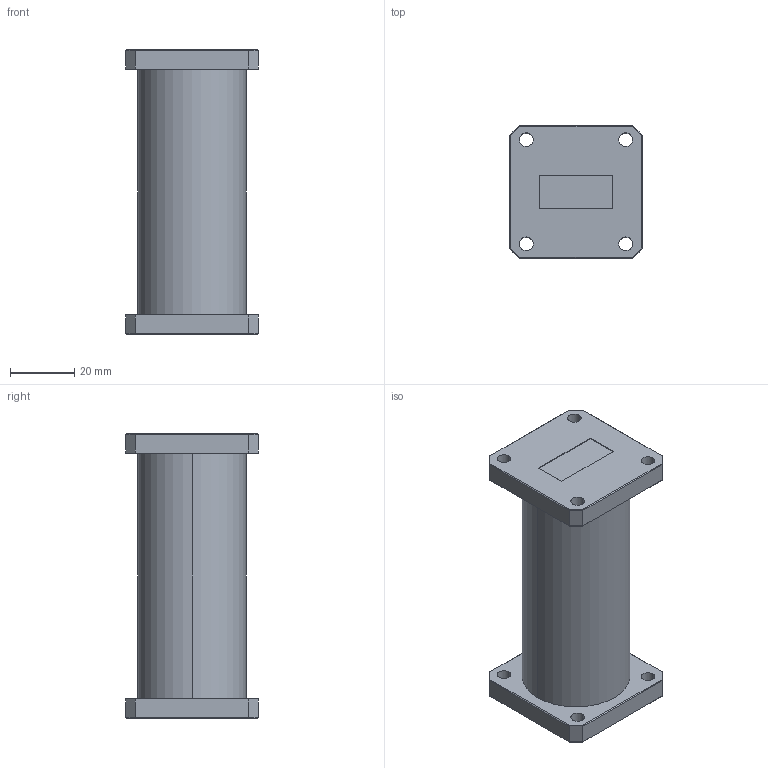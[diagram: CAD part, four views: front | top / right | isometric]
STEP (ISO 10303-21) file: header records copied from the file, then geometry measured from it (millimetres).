
FILE_DESCRIPTION (( 'STEP AP203' ), '1' );
FILE_NAME ('SWT-901094-SA.STEP', '2022-06-27T16:06:47', ( '' ), ( '' ), 'SwSTEP 2.0', 'SolidWorks 2021', '' );
FILE_SCHEMA (( 'CONFIG_CONTROL_DESIGN' ));
Length unit declared in the file: inch
Products named in the file (1): SWT-901094-SA
Bounding box: 41.4 x 41.4 x 88.9 mm (x, y, z)
Volume: 88855.4 mm3; surface area: 15488.5 mm2
Topology: 1 solids, 1 shells, 79 faces, 189 edges, 116 vertices
Faces by surface type: plane 53, cylinder 18, bspline 8
Entity records: 2730 total; most frequent: CARTESIAN_POINT 801, ORIENTED_EDGE 378, DIRECTION 365, EDGE_CURVE 189, LINE 141, VECTOR 141, VERTEX_POINT 116, AXIS2_PLACEMENT_3D 112
